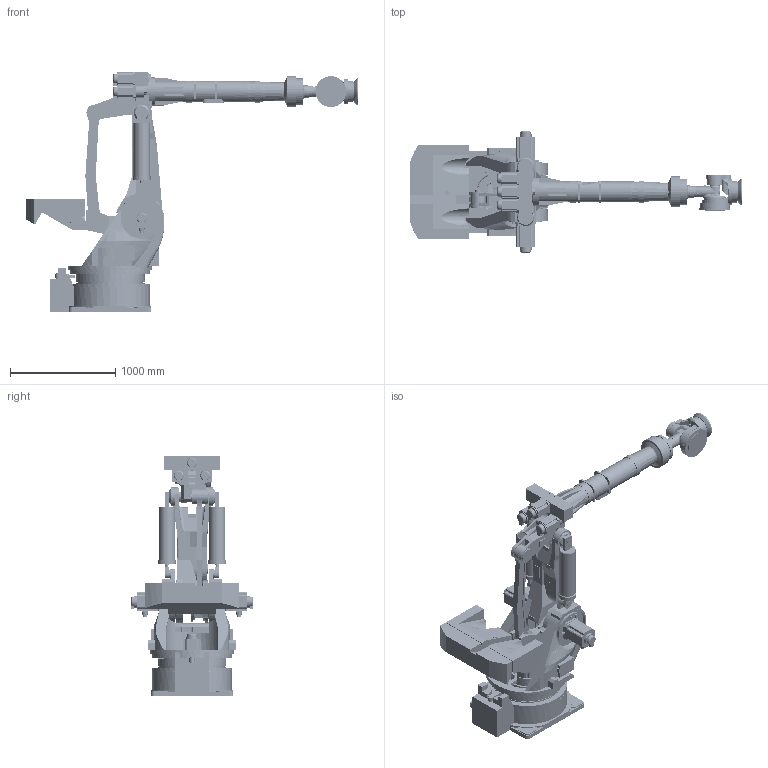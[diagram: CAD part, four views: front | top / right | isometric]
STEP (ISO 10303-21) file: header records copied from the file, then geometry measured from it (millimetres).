
FILE_DESCRIPTION (( 'STEP AP214' ), '1' );
FILE_NAME ('HX300L(駍).STEP', '2018-06-12T08:59:08', ( 'Windows 餌辨濠' ), ( 'HRDG' ), 'SwSTEP 2.0', 'SolidWorks 2017', '' );
FILE_SCHEMA (( 'AUTOMOTIVE_DESIGN' ));
Length unit declared in the file: millimetre
Products named in the file (70): HX300L_BALANCE WEIGHT; HX300L_GEAR(R2 AXIS); HX300L_LOWER FRAME; HX300L_MECHANICAL INTERFACE; HX300L_C WEIGHT; HX300L_BRACKET; HX300L_S1 BASE ASSY; HX300L_R1 REDUCER; HX300L_HINGE; HX300L_R2 MOTOR; HX300L_BEARING REBOUND(TOP); HX300L_B REDUCER ASSY; HX300L_A2 LARM ASSY; HX300L_ARM FRAME; HX300L_STOPPER PIN; HX300L_WRIST CAP; HX300L_J6 SHAFT(R); HX300L_BS ASSY; HX300L_STOPPER; HX300L_B REDUCER; HX300L_J6 SHAFT(L); HX300L_BS COLLAR(2); HX300L_BEARING CASE; HX300L_WRIST HOLDER; HX300L_U ARM COVER(2); HX300L_BS JOINT; HX300L_BASE BODY; HX300L_Wrist Body ASSY; HX300L_U ARM COVER; HX300L_BS PRESSURE PLATE; HX300L_WRIST BODY; HX300L_UPPER FRAME; HX300L_SPRING; HX300L(駍); HX300L_A1-ASSY; HX300L_A2 FRAME ASSY; HX300L_BS SHAFT(2); HX300L_COVER(ARM PIPE); HX300L_BS COLLAR; HX300L_BS TUBE ...
Assembly tree (87 placements, depth 5):
  HX300L(駍)
    HX300L_S1 BASE ASSY
      HX300L_BASE BODY
      HX300L_BEARING CASE
      HX300L_STOPPER
      HX300L_STOPPER PIN
      HX300L_BEARING REBOUND(TOP)
    HX300L_A2 FRAME ASSY
      HX300L_LOWER FRAME
      HX300L_H REDUCER
      HX300L_V REDUCER
      HX300L_PACKING
      HX300L_COVER(NAME)  x2
      HX300L_PACKING(2)
      HX300L_COVER
      HX300L_S H V MOTOR  x3
      HX300L_H V MOTOR BASE  x2
      HX300L_BS SHAFT  x2
      HX300L_BS COLLAR  x2
    HX300L_A2 LARM ASSY
      HX300L_UPPER FRAME
      HX300L_U ARM COVER  x2
      HX300L_U ARM COVER(2)  x4
      HX300L_J6 SHAFT(L)
      HX300L_J6 SHAFT(R)
      HX300L_BS COLLAR  x2
    HX300L_A2 HINGE ASSY
      HX300L_HINGE
      HX300L_C WEIGHT
      HX300L_BALANCE WEIGHT
    HX300L_A2 LINK ASSY
      HX300L_V LINK SHAFT
      HX300L_V LINK
      HX300L_V LINK SHAFT HOLDER
      HX300L_COLLAR
      HX300L_V LINK SHAFT(2)
      HX300L_V LINK SHAFT HOLDER(2)
    HX300L_BS ASSY  x2
      HX300L_BS TUBE
      HX300L_BS SHAFT(2)
      HX300L_SPRING
      HX300L_BS PRESSURE PLATE
      HX300L_BS JOINT
      HX300L_BS COLLAR(2)
    HX300L_A1-ASSY
      HX300L_ARM FRAME
      HX300L_R2 Motor Assy
        HX300L_R2 MOTOR
        HX300L_BRACKET
        HX300L_GEAR(R2 AXIS)
      HX300L_B Motor Assy
        HX300L_R2 MOTOR
        HX300L_BRACKET
        HX300L_GEAR(B AXIS)
      HX300L_R1 Motor Assy
        HX300L_R2 MOTOR
        HX300L_BRACKET
        HX300L_GEAR(R1 AXIS 1ST)
      HX300L_ARM PIPE
      HX300L_A2 REDUCER
Bounding box: 3158 x 1154 x 2289.5 mm (x, y, z)
Volume: 323192284.9 mm3; surface area: 26186223.4 mm2
Topology: 75 solids, 82 shells, 3734 faces, 9491 edges, 6210 vertices
Faces by surface type: plane 1750, cylinder 1547, bspline 230, cone 207
Entity records: 148818 total; most frequent: CARTESIAN_POINT 72774, ORIENTED_EDGE 15417, DIRECTION 15246, EDGE_CURVE 7727, AXIS2_PLACEMENT_3D 5618, VERTEX_POINT 5068, VECTOR 4010, LINE 4010
